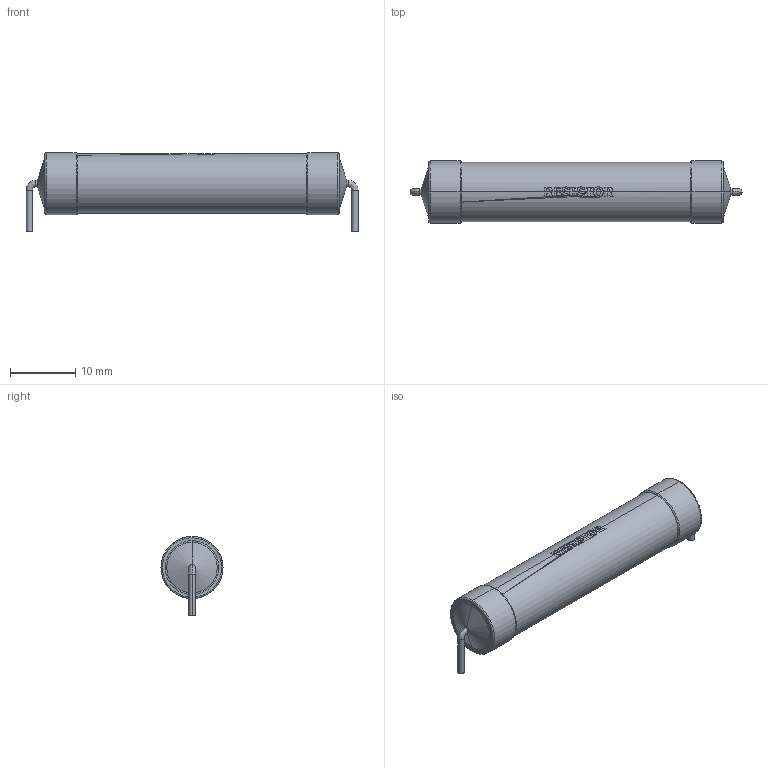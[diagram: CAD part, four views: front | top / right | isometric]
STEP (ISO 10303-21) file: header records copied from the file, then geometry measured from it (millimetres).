
FILE_DESCRIPTION (( 'STEP AP214' ), '1' );
FILE_NAME ('User Library-Resistor_PTH_RS010_Vishay_10W.STEP', '2013-07-26T02:36:18', ( 'Windows User' ), ( '' ), 'SwSTEP 2.0', 'SolidWorks 2013', '' );
FILE_SCHEMA (( 'AUTOMOTIVE_DESIGN' ));
Length unit declared in the file: millimetre
Products named in the file (1): User Library-Resistor_PTH_RS010_Vishay_10W
Bounding box: 51 x 9.53 x 12.13 mm (x, y, z)
Surface area: 1501.1 mm2 (no closed solid volume)
Topology: 0 solids, 3 shells, 180 faces, 474 edges, 286 vertices
Faces by surface type: bspline 76, plane 66, cylinder 34, cone 4
Entity records: 8713 total; most frequent: CARTESIAN_POINT 2925, ORIENTED_EDGE 896, DIRECTION 626, EDGE_CURVE 466, VERTEX_POINT 282, AXIS2_PLACEMENT_3D 221, LINE 184, VECTOR 184
